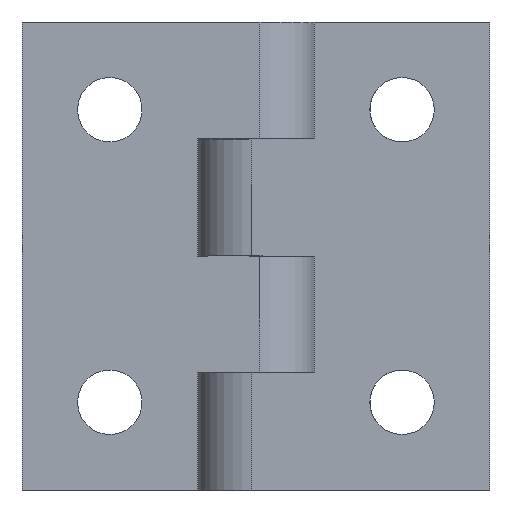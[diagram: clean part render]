
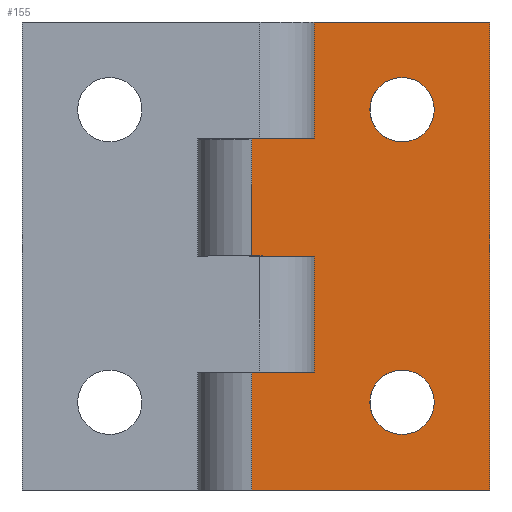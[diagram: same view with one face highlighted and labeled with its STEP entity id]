
A CAD part, front view. The second image highlights one B-rep face of the part: STEP entity #155.
In plain terms, the highlighted face is planar.
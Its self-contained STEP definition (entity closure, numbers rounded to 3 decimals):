
#104 = EDGE_LOOP ( 'NONE', ( #459, #460 ) ) ;
#106 = EDGE_LOOP ( 'NONE', ( #463, #464, #465, #466, #467, #468, #469, #470, #471, #472 ) ) ;
#109 = EDGE_LOOP ( 'NONE', ( #461, #462 ) ) ;
#155 = ADVANCED_FACE ( 'NONE', ( #1140, #1141, #1142 ), #204, .F. ) ;
#169 = VERTEX_POINT ( 'NONE', #293 ) ;
#170 = VERTEX_POINT ( 'NONE', #294 ) ;
#204 = PLANE ( 'NONE',  #910 ) ;
#205 = CARTESIAN_POINT ( 'NONE',  ( 0., 0., 40. ) ) ;
#206 = DIRECTION ( 'NONE',  ( 0., 1., 0. ) ) ;
#208 = VERTEX_POINT ( 'NONE', #320 ) ;
#221 = VERTEX_POINT ( 'NONE', #322 ) ;
#233 = VERTEX_POINT ( 'NONE', #334 ) ;
#236 = VERTEX_POINT ( 'NONE', #337 ) ;
#238 = VERTEX_POINT ( 'NONE', #339 ) ;
#239 = VERTEX_POINT ( 'NONE', #340 ) ;
#240 = VERTEX_POINT ( 'NONE', #341 ) ;
#247 = VERTEX_POINT ( 'NONE', #348 ) ;
#249 = VERTEX_POINT ( 'NONE', #350 ) ;
#250 = VERTEX_POINT ( 'NONE', #351 ) ;
#251 = VERTEX_POINT ( 'NONE', #352 ) ;
#253 = VERTEX_POINT ( 'NONE', #354 ) ;
#254 = DIRECTION ( 'NONE',  ( -1., 0., 0. ) ) ;
#293 = CARTESIAN_POINT ( 'NONE',  ( -32.5, 0., 10.25 ) ) ;
#294 = CARTESIAN_POINT ( 'NONE',  ( -25., 0., 10. ) ) ;
#320 = CARTESIAN_POINT ( 'NONE',  ( -32.5, 0., 35.25 ) ) ;
#322 = CARTESIAN_POINT ( 'NONE',  ( -40., 0., 0. ) ) ;
#334 = CARTESIAN_POINT ( 'NONE',  ( -40., 0., 40. ) ) ;
#337 = CARTESIAN_POINT ( 'NONE',  ( -25., 0., 30. ) ) ;
#339 = CARTESIAN_POINT ( 'NONE',  ( -32.5, 0., 29.75 ) ) ;
#340 = CARTESIAN_POINT ( 'NONE',  ( -19.663, 0., 30. ) ) ;
#341 = CARTESIAN_POINT ( 'NONE',  ( -19.663, 0., 20. ) ) ;
#348 = CARTESIAN_POINT ( 'NONE',  ( -25., 0., 0. ) ) ;
#350 = CARTESIAN_POINT ( 'NONE',  ( -25., 0., 20. ) ) ;
#351 = CARTESIAN_POINT ( 'NONE',  ( -32.5, 0., 4.75 ) ) ;
#352 = CARTESIAN_POINT ( 'NONE',  ( -19.663, 0., 10. ) ) ;
#354 = CARTESIAN_POINT ( 'NONE',  ( -19.663, 0., 40. ) ) ;
#378 = CARTESIAN_POINT ( 'NONE',  ( -40., 0., 40. ) ) ;
#381 = DIRECTION ( 'NONE',  ( 0., 0., -1. ) ) ;
#399 = AXIS2_PLACEMENT_3D ( 'NONE', #675, #676, #677 ) ;
#407 = AXIS2_PLACEMENT_3D ( 'NONE', #663, #664, #665 ) ;
#432 = AXIS2_PLACEMENT_3D ( 'NONE', #611, #612, #613 ) ;
#438 = AXIS2_PLACEMENT_3D ( 'NONE', #718, #719, #720 ) ;
#459 = ORIENTED_EDGE ( 'NONE', *, *, #1008, .T. ) ;
#460 = ORIENTED_EDGE ( 'NONE', *, *, #1027, .T. ) ;
#461 = ORIENTED_EDGE ( 'NONE', *, *, #1003, .T. ) ;
#462 = ORIENTED_EDGE ( 'NONE', *, *, #981, .T. ) ;
#463 = ORIENTED_EDGE ( 'NONE', *, *, #967, .T. ) ;
#464 = ORIENTED_EDGE ( 'NONE', *, *, #1018, .T. ) ;
#465 = ORIENTED_EDGE ( 'NONE', *, *, #985, .T. ) ;
#466 = ORIENTED_EDGE ( 'NONE', *, *, #982, .T. ) ;
#467 = ORIENTED_EDGE ( 'NONE', *, *, #970, .T. ) ;
#468 = ORIENTED_EDGE ( 'NONE', *, *, #979, .T. ) ;
#469 = ORIENTED_EDGE ( 'NONE', *, *, #1028, .F. ) ;
#470 = ORIENTED_EDGE ( 'NONE', *, *, #894, .T. ) ;
#471 = ORIENTED_EDGE ( 'NONE', *, *, #996, .T. ) ;
#472 = ORIENTED_EDGE ( 'NONE', *, *, #994, .T. ) ;
#583 = CARTESIAN_POINT ( 'NONE',  ( -15., 0., 10. ) ) ;
#584 = DIRECTION ( 'NONE',  ( 1., 0., 0. ) ) ;
#589 = CARTESIAN_POINT ( 'NONE',  ( -15., 0., 30. ) ) ;
#590 = DIRECTION ( 'NONE',  ( 1., 0., 0. ) ) ;
#606 = CARTESIAN_POINT ( 'NONE',  ( -19.663, 0., 0. ) ) ;
#607 = DIRECTION ( 'NONE',  ( 0., 0., 1. ) ) ;
#611 = CARTESIAN_POINT ( 'NONE',  ( -32.5, 0., 32.5 ) ) ;
#612 = DIRECTION ( 'NONE',  ( 0., 1., 0. ) ) ;
#613 = DIRECTION ( 'NONE',  ( 0., 0., 1. ) ) ;
#614 = CARTESIAN_POINT ( 'NONE',  ( -25., 0., 30. ) ) ;
#615 = DIRECTION ( 'NONE',  ( 0., 0., 1. ) ) ;
#622 = CARTESIAN_POINT ( 'NONE',  ( -25., 0., 20. ) ) ;
#623 = DIRECTION ( 'NONE',  ( -1., 0., 0. ) ) ;
#642 = CARTESIAN_POINT ( 'NONE',  ( -25., 0., 10. ) ) ;
#643 = DIRECTION ( 'NONE',  ( 0., 0., 1. ) ) ;
#647 = CARTESIAN_POINT ( 'NONE',  ( 0., 0., 0. ) ) ;
#648 = DIRECTION ( 'NONE',  ( 1., 0., 0. ) ) ;
#663 = CARTESIAN_POINT ( 'NONE',  ( -32.5, 0., 32.5 ) ) ;
#664 = DIRECTION ( 'NONE',  ( 0., 1., 0. ) ) ;
#665 = DIRECTION ( 'NONE',  ( 0., 0., 1. ) ) ;
#675 = CARTESIAN_POINT ( 'NONE',  ( -32.5, 0., 7.5 ) ) ;
#676 = DIRECTION ( 'NONE',  ( 0., 1., 0. ) ) ;
#677 = DIRECTION ( 'NONE',  ( 0., 0., 1. ) ) ;
#699 = CARTESIAN_POINT ( 'NONE',  ( -19.663, 0., 0. ) ) ;
#700 = DIRECTION ( 'NONE',  ( 0., 0., 1. ) ) ;
#718 = CARTESIAN_POINT ( 'NONE',  ( -32.5, 0., 7.5 ) ) ;
#719 = DIRECTION ( 'NONE',  ( 0., 1., 0. ) ) ;
#720 = DIRECTION ( 'NONE',  ( 0., 0., 1. ) ) ;
#721 = CARTESIAN_POINT ( 'NONE',  ( 0., 0., 40. ) ) ;
#722 = DIRECTION ( 'NONE',  ( 1., 0., 0. ) ) ;
#894 = EDGE_CURVE ( 'NONE', #233, #221, #1341, .T. ) ;
#910 = AXIS2_PLACEMENT_3D ( 'NONE', #205, #206, #254 ) ;
#921 = LINE ( 'NONE', #721, #923 ) ;
#922 = CIRCLE ( 'NONE', #438, 2.75 ) ;
#923 = VECTOR ( 'NONE', #722, 1000. ) ;
#967 = EDGE_CURVE ( 'NONE', #170, #251, #1370, .T. ) ;
#970 = EDGE_CURVE ( 'NONE', #236, #239, #1376, .T. ) ;
#979 = EDGE_CURVE ( 'NONE', #239, #253, #1391, .T. ) ;
#981 = EDGE_CURVE ( 'NONE', #238, #208, #1395, .T. ) ;
#982 = EDGE_CURVE ( 'NONE', #249, #236, #1394, .T. ) ;
#985 = EDGE_CURVE ( 'NONE', #240, #249, #1033, .T. ) ;
#994 = EDGE_CURVE ( 'NONE', #247, #170, #1050, .T. ) ;
#996 = EDGE_CURVE ( 'NONE', #221, #247, #1052, .T. ) ;
#1003 = EDGE_CURVE ( 'NONE', #208, #238, #1066, .T. ) ;
#1008 = EDGE_CURVE ( 'NONE', #169, #250, #1074, .T. ) ;
#1018 = EDGE_CURVE ( 'NONE', #251, #240, #1088, .T. ) ;
#1027 = EDGE_CURVE ( 'NONE', #250, #169, #922, .T. ) ;
#1028 = EDGE_CURVE ( 'NONE', #233, #253, #921, .T. ) ;
#1033 = LINE ( 'NONE', #622, #1035 ) ;
#1035 = VECTOR ( 'NONE', #623, 1000. ) ;
#1050 = LINE ( 'NONE', #642, #1051 ) ;
#1051 = VECTOR ( 'NONE', #643, 1000. ) ;
#1052 = LINE ( 'NONE', #647, #1054 ) ;
#1054 = VECTOR ( 'NONE', #648, 1000. ) ;
#1066 = CIRCLE ( 'NONE', #407, 2.75 ) ;
#1074 = CIRCLE ( 'NONE', #399, 2.75 ) ;
#1088 = LINE ( 'NONE', #699, #1090 ) ;
#1090 = VECTOR ( 'NONE', #700, 1000. ) ;
#1140 = FACE_BOUND ( 'NONE', #104, .T. ) ;
#1141 = FACE_BOUND ( 'NONE', #109, .T. ) ;
#1142 = FACE_OUTER_BOUND ( 'NONE', #106, .T. ) ;
#1341 = LINE ( 'NONE', #378, #1342 ) ;
#1342 = VECTOR ( 'NONE', #381, 1000. ) ;
#1370 = LINE ( 'NONE', #583, #1371 ) ;
#1371 = VECTOR ( 'NONE', #584, 1000. ) ;
#1376 = LINE ( 'NONE', #589, #1377 ) ;
#1377 = VECTOR ( 'NONE', #590, 1000. ) ;
#1391 = LINE ( 'NONE', #606, #1392 ) ;
#1392 = VECTOR ( 'NONE', #607, 1000. ) ;
#1394 = LINE ( 'NONE', #614, #1396 ) ;
#1395 = CIRCLE ( 'NONE', #432, 2.75 ) ;
#1396 = VECTOR ( 'NONE', #615, 1000. ) ;
